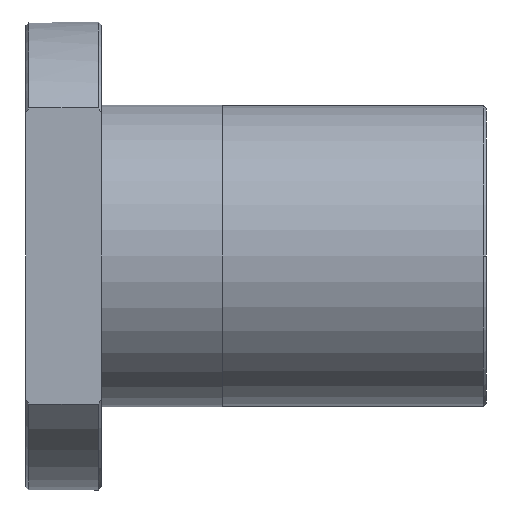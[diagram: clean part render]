
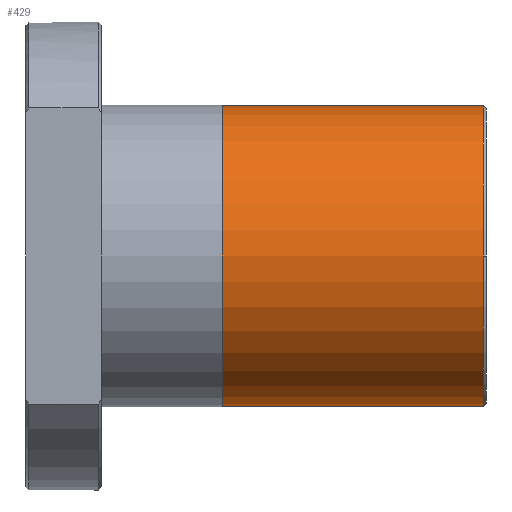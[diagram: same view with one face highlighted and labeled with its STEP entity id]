
A CAD part, front view. The second image highlights one B-rep face of the part: STEP entity #429.
In plain terms, the highlighted cylindrical face has radius 19.9 mm (diameter 39.8 mm), a partial arc.
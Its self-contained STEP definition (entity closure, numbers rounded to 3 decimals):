
#119 = VECTOR ( 'NONE', #3049, 1000. ) ;
#125 = EDGE_CURVE ( 'NONE', #2482, #609, #1149, .T. ) ;
#140 = LINE ( 'NONE', #1310, #2938 ) ;
#384 = EDGE_CURVE ( 'NONE', #609, #780, #1385, .T. ) ;
#429 = ADVANCED_FACE ( 'NONE', ( #1412 ), #908, .T. ) ;
#505 = DIRECTION ( 'NONE',  ( 1., 0., 0. ) ) ;
#534 = AXIS2_PLACEMENT_3D ( 'NONE', #2859, #1438, #1374 ) ;
#545 = AXIS2_PLACEMENT_3D ( 'NONE', #3081, #675, #2854 ) ;
#571 = CARTESIAN_POINT ( 'NONE',  ( 2245.5, 0., 19.9 ) ) ;
#573 = DIRECTION ( 'NONE',  ( 1., 0., 0. ) ) ;
#609 = VERTEX_POINT ( 'NONE', #1408 ) ;
#675 = DIRECTION ( 'NONE',  ( 1., 0., 0. ) ) ;
#718 = DIRECTION ( 'NONE',  ( 1., 0., 0. ) ) ;
#763 = DIRECTION ( 'NONE',  ( 0., 0., -1. ) ) ;
#780 = VERTEX_POINT ( 'NONE', #1102 ) ;
#815 = CARTESIAN_POINT ( 'NONE',  ( 2245.5, 0., -19.9 ) ) ;
#824 = EDGE_CURVE ( 'NONE', #2523, #1526, #140, .T. ) ;
#855 = CARTESIAN_POINT ( 'NONE',  ( 2280.102, 0., -19.9 ) ) ;
#908 = CYLINDRICAL_SURFACE ( 'NONE', #534, 19.9 ) ;
#941 = CIRCLE ( 'NONE', #545, 19.9 ) ;
#980 = EDGE_CURVE ( 'NONE', #2482, #2523, #2142, .T. ) ;
#1102 = CARTESIAN_POINT ( 'NONE',  ( 2280.102, -19.9, 0. ) ) ;
#1149 = LINE ( 'NONE', #2098, #119 ) ;
#1204 = CARTESIAN_POINT ( 'NONE',  ( 2280.102, 0., 0. ) ) ;
#1222 = CARTESIAN_POINT ( 'NONE',  ( 2245.5, 0., 0. ) ) ;
#1241 = ORIENTED_EDGE ( 'NONE', *, *, #384, .F. ) ;
#1310 = CARTESIAN_POINT ( 'NONE',  ( 2262.801, 0., -19.9 ) ) ;
#1374 = DIRECTION ( 'NONE',  ( 0., 0., -1. ) ) ;
#1385 = CIRCLE ( 'NONE', #2971, 19.9 ) ;
#1408 = CARTESIAN_POINT ( 'NONE',  ( 2280.102, 0., 19.9 ) ) ;
#1412 = FACE_OUTER_BOUND ( 'NONE', #1763, .T. ) ;
#1438 = DIRECTION ( 'NONE',  ( 1., 0., 0. ) ) ;
#1526 = VERTEX_POINT ( 'NONE', #855 ) ;
#1684 = ORIENTED_EDGE ( 'NONE', *, *, #125, .F. ) ;
#1763 = EDGE_LOOP ( 'NONE', ( #1684, #3041, #2370, #2924, #1241 ) ) ;
#2098 = CARTESIAN_POINT ( 'NONE',  ( 2262.801, 0., 19.9 ) ) ;
#2142 = CIRCLE ( 'NONE', #2396, 19.9 ) ;
#2282 = EDGE_CURVE ( 'NONE', #780, #1526, #941, .T. ) ;
#2370 = ORIENTED_EDGE ( 'NONE', *, *, #824, .T. ) ;
#2396 = AXIS2_PLACEMENT_3D ( 'NONE', #1222, #505, #763 ) ;
#2482 = VERTEX_POINT ( 'NONE', #571 ) ;
#2523 = VERTEX_POINT ( 'NONE', #815 ) ;
#2568 = DIRECTION ( 'NONE',  ( 0., 0., 1. ) ) ;
#2854 = DIRECTION ( 'NONE',  ( 0., 0., 1. ) ) ;
#2859 = CARTESIAN_POINT ( 'NONE',  ( 2262.801, 0., 0. ) ) ;
#2924 = ORIENTED_EDGE ( 'NONE', *, *, #2282, .F. ) ;
#2938 = VECTOR ( 'NONE', #573, 1000. ) ;
#2971 = AXIS2_PLACEMENT_3D ( 'NONE', #1204, #718, #2568 ) ;
#3041 = ORIENTED_EDGE ( 'NONE', *, *, #980, .T. ) ;
#3049 = DIRECTION ( 'NONE',  ( 1., 0., 0. ) ) ;
#3081 = CARTESIAN_POINT ( 'NONE',  ( 2280.102, 0., 0. ) ) ;
